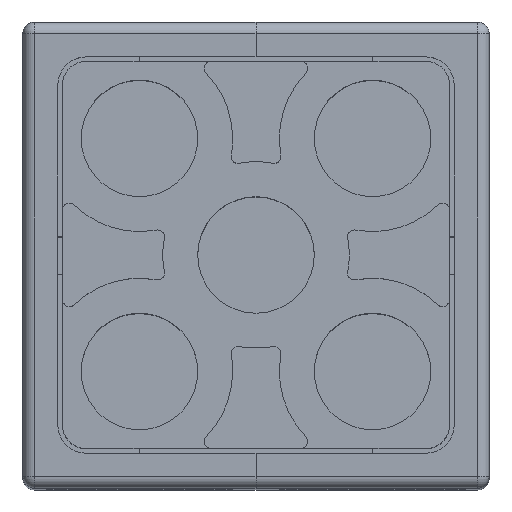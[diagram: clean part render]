
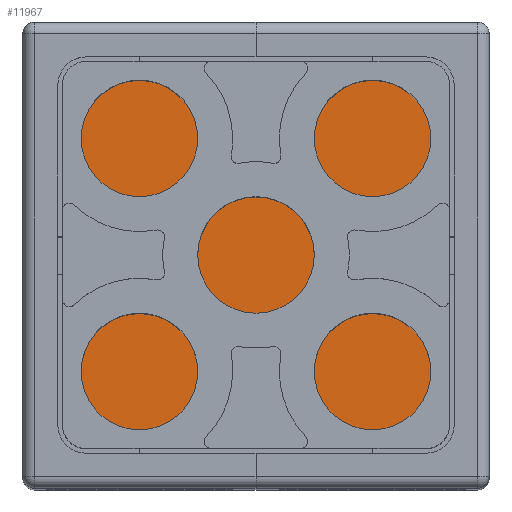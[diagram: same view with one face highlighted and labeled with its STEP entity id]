
A CAD part, top view. The second image highlights one B-rep face of the part: STEP entity #11967.
In plain terms, the highlighted planar face has unit normal (0, 0, 1).
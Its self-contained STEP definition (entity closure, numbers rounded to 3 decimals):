
#268 = DIRECTION ( 'NONE',  ( 0., 0., -1. ) ) ;
#314 = DIRECTION ( 'NONE',  ( 0., 1., 0. ) ) ;
#370 = LINE ( 'NONE', #9549, #4415 ) ;
#493 = ORIENTED_EDGE ( 'NONE', *, *, #2606, .F. ) ;
#524 = AXIS2_PLACEMENT_3D ( 'NONE', #7793, #12473, #6793 ) ;
#622 = ORIENTED_EDGE ( 'NONE', *, *, #10707, .T. ) ;
#714 = CIRCLE ( 'NONE', #4393, 1.5 ) ;
#764 = CARTESIAN_POINT ( 'NONE',  ( 7.8, 7.3, -1. ) ) ;
#799 = EDGE_CURVE ( 'NONE', #5745, #9099, #8752, .T. ) ;
#809 = DIRECTION ( 'NONE',  ( -1., 0., 0. ) ) ;
#822 = AXIS2_PLACEMENT_3D ( 'NONE', #9305, #268, #2556 ) ;
#849 = DIRECTION ( 'NONE',  ( 0., -1., 0. ) ) ;
#870 = CARTESIAN_POINT ( 'NONE',  ( 6., 0., -1. ) ) ;
#946 = DIRECTION ( 'NONE',  ( 0., 0., -1. ) ) ;
#979 = ORIENTED_EDGE ( 'NONE', *, *, #13031, .F. ) ;
#1108 = EDGE_CURVE ( 'NONE', #5444, #12791, #10792, .T. ) ;
#1173 = AXIS2_PLACEMENT_3D ( 'NONE', #2770, #7449, #1700 ) ;
#1189 = DIRECTION ( 'NONE',  ( -1., 0., 0. ) ) ;
#1326 = VERTEX_POINT ( 'NONE', #764 ) ;
#1341 = CARTESIAN_POINT ( 'NONE',  ( -7.8, -7.3, -1. ) ) ;
#1700 = DIRECTION ( 'NONE',  ( -1., 0., 0. ) ) ;
#1729 = ORIENTED_EDGE ( 'NONE', *, *, #8427, .T. ) ;
#1826 = ORIENTED_EDGE ( 'NONE', *, *, #12656, .T. ) ;
#1900 = ORIENTED_EDGE ( 'NONE', *, *, #4835, .T. ) ;
#1920 = DIRECTION ( 'NONE',  ( 0., 0., -1. ) ) ;
#1930 = CARTESIAN_POINT ( 'NONE',  ( 7.3, -7.3, -1. ) ) ;
#2138 = CARTESIAN_POINT ( 'NONE',  ( 7.8, 7.3, -1. ) ) ;
#2308 = FACE_BOUND ( 'NONE', #5223, .T. ) ;
#2378 = FACE_BOUND ( 'NONE', #3728, .T. ) ;
#2466 = EDGE_CURVE ( 'NONE', #7611, #10917, #11299, .T. ) ;
#2478 = CARTESIAN_POINT ( 'NONE',  ( -4.5, 0., -1. ) ) ;
#2537 = CARTESIAN_POINT ( 'NONE',  ( 1.5, -6., -1. ) ) ;
#2555 = CARTESIAN_POINT ( 'NONE',  ( -6., 0., -1. ) ) ;
#2556 = DIRECTION ( 'NONE',  ( -1., 0., 0. ) ) ;
#2606 = EDGE_CURVE ( 'NONE', #10917, #5444, #10378, .T. ) ;
#2615 = CARTESIAN_POINT ( 'NONE',  ( -7.5, 0., -1. ) ) ;
#2679 = VERTEX_POINT ( 'NONE', #2478 ) ;
#2717 = ORIENTED_EDGE ( 'NONE', *, *, #13196, .F. ) ;
#2770 = CARTESIAN_POINT ( 'NONE',  ( -7.3, 7.3, -1. ) ) ;
#2871 = CIRCLE ( 'NONE', #6545, 1.5 ) ;
#2969 = VERTEX_POINT ( 'NONE', #2537 ) ;
#2991 = VECTOR ( 'NONE', #314, 1000. ) ;
#3053 = ORIENTED_EDGE ( 'NONE', *, *, #1108, .F. ) ;
#3247 = DIRECTION ( 'NONE',  ( 0., 0., -1. ) ) ;
#3294 = ORIENTED_EDGE ( 'NONE', *, *, #9369, .F. ) ;
#3382 = PLANE ( 'NONE',  #9740 ) ;
#3388 = DIRECTION ( 'NONE',  ( -1., 0., 0. ) ) ;
#3603 = FACE_BOUND ( 'NONE', #5913, .T. ) ;
#3683 = VERTEX_POINT ( 'NONE', #8242 ) ;
#3721 = ORIENTED_EDGE ( 'NONE', *, *, #8690, .T. ) ;
#3728 = EDGE_LOOP ( 'NONE', ( #3721, #1900 ) ) ;
#3795 = DIRECTION ( 'NONE',  ( 0., 0., -1. ) ) ;
#3886 = CARTESIAN_POINT ( 'NONE',  ( 7.8, -7.3, -1. ) ) ;
#4097 = AXIS2_PLACEMENT_3D ( 'NONE', #9123, #1920, #8970 ) ;
#4135 = ORIENTED_EDGE ( 'NONE', *, *, #11522, .T. ) ;
#4308 = DIRECTION ( 'NONE',  ( -1., 0., 0. ) ) ;
#4393 = AXIS2_PLACEMENT_3D ( 'NONE', #11069, #3795, #8459 ) ;
#4402 = AXIS2_PLACEMENT_3D ( 'NONE', #11684, #10605, #1189 ) ;
#4415 = VECTOR ( 'NONE', #8394, 1000. ) ;
#4835 = EDGE_CURVE ( 'NONE', #14600, #2969, #6549, .T. ) ;
#5078 = ORIENTED_EDGE ( 'NONE', *, *, #2466, .F. ) ;
#5223 = EDGE_LOOP ( 'NONE', ( #11268, #622 ) ) ;
#5444 = VERTEX_POINT ( 'NONE', #1341 ) ;
#5745 = VERTEX_POINT ( 'NONE', #12758 ) ;
#5854 = AXIS2_PLACEMENT_3D ( 'NONE', #13324, #14554, #6104 ) ;
#5886 = VERTEX_POINT ( 'NONE', #2615 ) ;
#5913 = EDGE_LOOP ( 'NONE', ( #1826, #11115 ) ) ;
#5984 = CARTESIAN_POINT ( 'NONE',  ( -7.3, -7.3, -1. ) ) ;
#6104 = DIRECTION ( 'NONE',  ( -1., 0., 0. ) ) ;
#6193 = VECTOR ( 'NONE', #809, 1000. ) ;
#6526 = EDGE_LOOP ( 'NONE', ( #493, #5078, #2717, #11924, #12182, #3294, #979, #3053 ) ) ;
#6545 = AXIS2_PLACEMENT_3D ( 'NONE', #2555, #8369, #14134 ) ;
#6549 = CIRCLE ( 'NONE', #4097, 1.5 ) ;
#6574 = CARTESIAN_POINT ( 'NONE',  ( 7.5, 0., -1. ) ) ;
#6761 = CARTESIAN_POINT ( 'NONE',  ( 0., 6., -1. ) ) ;
#6793 = DIRECTION ( 'NONE',  ( -1., 0., 0. ) ) ;
#7063 = CIRCLE ( 'NONE', #5854, 1.5 ) ;
#7190 = VERTEX_POINT ( 'NONE', #12275 ) ;
#7292 = CARTESIAN_POINT ( 'NONE',  ( -7.8, 7.3, -1. ) ) ;
#7449 = DIRECTION ( 'NONE',  ( 0., 0., -1. ) ) ;
#7611 = VERTEX_POINT ( 'NONE', #11029 ) ;
#7715 = EDGE_CURVE ( 'NONE', #1326, #13795, #13949, .T. ) ;
#7793 = CARTESIAN_POINT ( 'NONE',  ( 7.3, 7.3, -1. ) ) ;
#7835 = DIRECTION ( 'NONE',  ( 0., 0., -1. ) ) ;
#8242 = CARTESIAN_POINT ( 'NONE',  ( -7.3, 7.8, -1. ) ) ;
#8369 = DIRECTION ( 'NONE',  ( 0., 0., -1. ) ) ;
#8394 = DIRECTION ( 'NONE',  ( 1., 0., 0. ) ) ;
#8427 = EDGE_CURVE ( 'NONE', #2679, #5886, #714, .T. ) ;
#8459 = DIRECTION ( 'NONE',  ( -1., 0., 0. ) ) ;
#8478 = CIRCLE ( 'NONE', #14618, 1.5 ) ;
#8509 = AXIS2_PLACEMENT_3D ( 'NONE', #870, #14831, #4308 ) ;
#8690 = EDGE_CURVE ( 'NONE', #2969, #14600, #9518, .T. ) ;
#8752 = CIRCLE ( 'NONE', #8509, 1.5 ) ;
#8803 = VERTEX_POINT ( 'NONE', #13887 ) ;
#8970 = DIRECTION ( 'NONE',  ( -1., 0., 0. ) ) ;
#9075 = DIRECTION ( 'NONE',  ( -1., 0., 0. ) ) ;
#9099 = VERTEX_POINT ( 'NONE', #6574 ) ;
#9123 = CARTESIAN_POINT ( 'NONE',  ( 0., -6., -1. ) ) ;
#9305 = CARTESIAN_POINT ( 'NONE',  ( -7.3, -7.3, -1. ) ) ;
#9369 = EDGE_CURVE ( 'NONE', #3683, #13814, #370, .T. ) ;
#9518 = CIRCLE ( 'NONE', #4402, 1.5 ) ;
#9549 = CARTESIAN_POINT ( 'NONE',  ( -7.3, 7.8, -1. ) ) ;
#9740 = AXIS2_PLACEMENT_3D ( 'NONE', #5984, #10717, #11734 ) ;
#10378 = CIRCLE ( 'NONE', #822, 0.5 ) ;
#10578 = FACE_OUTER_BOUND ( 'NONE', #6526, .T. ) ;
#10605 = DIRECTION ( 'NONE',  ( 0., 0., -1. ) ) ;
#10707 = EDGE_CURVE ( 'NONE', #8803, #7190, #7063, .T. ) ;
#10717 = DIRECTION ( 'NONE',  ( 0., 0., -1. ) ) ;
#10792 = LINE ( 'NONE', #13265, #2991 ) ;
#10838 = VECTOR ( 'NONE', #849, 1000. ) ;
#10917 = VERTEX_POINT ( 'NONE', #14864 ) ;
#10930 = CARTESIAN_POINT ( 'NONE',  ( 7.3, 7.8, -1. ) ) ;
#11029 = CARTESIAN_POINT ( 'NONE',  ( 7.3, -7.8, -1. ) ) ;
#11069 = CARTESIAN_POINT ( 'NONE',  ( -6., 0., -1. ) ) ;
#11115 = ORIENTED_EDGE ( 'NONE', *, *, #799, .T. ) ;
#11166 = EDGE_LOOP ( 'NONE', ( #1729, #4135 ) ) ;
#11268 = ORIENTED_EDGE ( 'NONE', *, *, #13160, .T. ) ;
#11288 = CIRCLE ( 'NONE', #524, 0.5 ) ;
#11299 = LINE ( 'NONE', #12534, #6193 ) ;
#11522 = EDGE_CURVE ( 'NONE', #5886, #2679, #2871, .T. ) ;
#11684 = CARTESIAN_POINT ( 'NONE',  ( 0., -6., -1. ) ) ;
#11734 = DIRECTION ( 'NONE',  ( -1., 0., 0. ) ) ;
#11924 = ORIENTED_EDGE ( 'NONE', *, *, #7715, .F. ) ;
#11967 = ADVANCED_FACE ( 'NONE', ( #14111, #2308, #3603, #2378, #10578 ), #3382, .F. ) ;
#12177 = CIRCLE ( 'NONE', #14146, 0.5 ) ;
#12182 = ORIENTED_EDGE ( 'NONE', *, *, #13939, .F. ) ;
#12275 = CARTESIAN_POINT ( 'NONE',  ( 1.5, 6., -1. ) ) ;
#12473 = DIRECTION ( 'NONE',  ( 0., 0., -1. ) ) ;
#12534 = CARTESIAN_POINT ( 'NONE',  ( 7.3, -7.8, -1. ) ) ;
#12656 = EDGE_CURVE ( 'NONE', #9099, #5745, #8478, .T. ) ;
#12668 = DIRECTION ( 'NONE',  ( -1., 0., 0. ) ) ;
#12758 = CARTESIAN_POINT ( 'NONE',  ( 4.5, 0., -1. ) ) ;
#12791 = VERTEX_POINT ( 'NONE', #7292 ) ;
#13031 = EDGE_CURVE ( 'NONE', #12791, #3683, #14896, .T. ) ;
#13160 = EDGE_CURVE ( 'NONE', #7190, #8803, #14381, .T. ) ;
#13196 = EDGE_CURVE ( 'NONE', #13795, #7611, #12177, .T. ) ;
#13265 = CARTESIAN_POINT ( 'NONE',  ( -7.8, -7.3, -1. ) ) ;
#13324 = CARTESIAN_POINT ( 'NONE',  ( 0., 6., -1. ) ) ;
#13659 = AXIS2_PLACEMENT_3D ( 'NONE', #6761, #7835, #12668 ) ;
#13795 = VERTEX_POINT ( 'NONE', #3886 ) ;
#13814 = VERTEX_POINT ( 'NONE', #10930 ) ;
#13887 = CARTESIAN_POINT ( 'NONE',  ( -1.5, 6., -1. ) ) ;
#13939 = EDGE_CURVE ( 'NONE', #13814, #1326, #11288, .T. ) ;
#13949 = LINE ( 'NONE', #2138, #10838 ) ;
#14111 = FACE_BOUND ( 'NONE', #11166, .T. ) ;
#14134 = DIRECTION ( 'NONE',  ( -1., 0., 0. ) ) ;
#14146 = AXIS2_PLACEMENT_3D ( 'NONE', #1930, #946, #3388 ) ;
#14381 = CIRCLE ( 'NONE', #13659, 1.5 ) ;
#14418 = CARTESIAN_POINT ( 'NONE',  ( -1.5, -6., -1. ) ) ;
#14554 = DIRECTION ( 'NONE',  ( 0., 0., -1. ) ) ;
#14600 = VERTEX_POINT ( 'NONE', #14418 ) ;
#14618 = AXIS2_PLACEMENT_3D ( 'NONE', #15079, #3247, #9075 ) ;
#14831 = DIRECTION ( 'NONE',  ( 0., 0., -1. ) ) ;
#14864 = CARTESIAN_POINT ( 'NONE',  ( -7.3, -7.8, -1. ) ) ;
#14896 = CIRCLE ( 'NONE', #1173, 0.5 ) ;
#15079 = CARTESIAN_POINT ( 'NONE',  ( 6., 0., -1. ) ) ;
